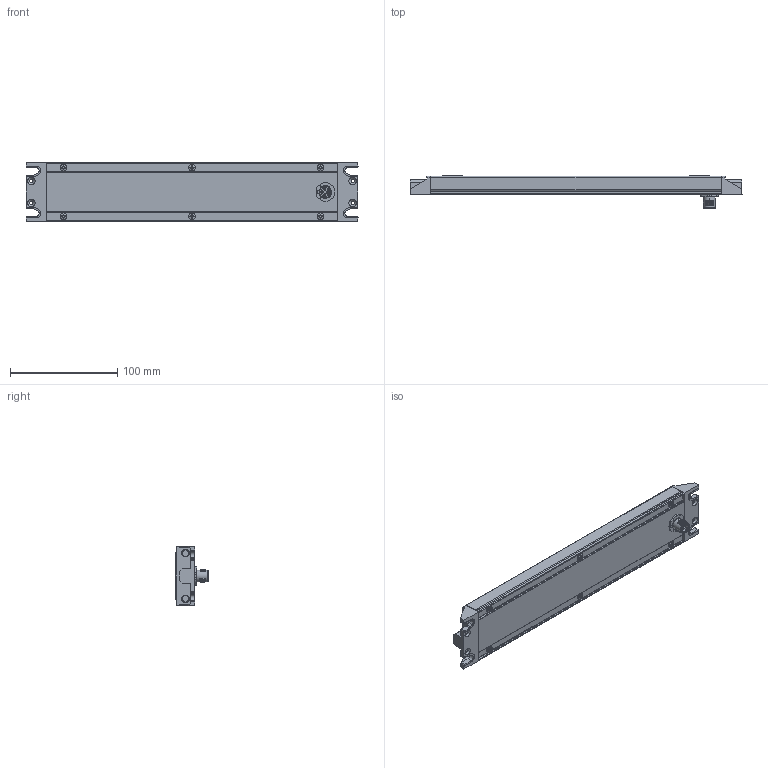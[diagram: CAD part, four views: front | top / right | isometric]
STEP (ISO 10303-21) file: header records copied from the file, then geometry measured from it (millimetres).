
FILE_DESCRIPTION (( 'STEP AP203' ), '1' );
FILE_NAME ('3_LF3D-SB[1][2]B1_rev0.0.STEP', '2021-03-25T04:39:19', ( '' ), ( '' ), 'SwSTEP 2.0', 'SolidWorks 2019', '' );
FILE_SCHEMA (( 'CONFIG_CONTROL_DESIGN' ));
Length unit declared in the file: millimetre
Products named in the file (4): LF3D-S-BODY-3_蹬怮椔; LF3D-S-SIDE-CV-B_蹬怮椔; LF3D-S-M12CONNECTOR-1_蹬怮椔; 3_LF3D-SB[1][2]B1_rev0.0
Assembly tree (4 placements, depth 2):
  3_LF3D-SB[1][2]B1_rev0.0
    LF3D-S-BODY-3_蹬怮椔
    LF3D-S-SIDE-CV-B_蹬怮椔  x2
    LF3D-S-M12CONNECTOR-1_蹬怮椔
Bounding box: 310.02 x 30.7 x 55.8 mm (x, y, z)
Volume: 264143 mm3; surface area: 56978 mm2
Topology: 4 solids, 6 shells, 868 faces, 2343 edges, 1493 vertices
Faces by surface type: plane 422, cylinder 269, bspline 107, cone 58, sphere 12
Entity records: 30035 total; most frequent: CARTESIAN_POINT 10283, ORIENTED_EDGE 4226, DIRECTION 3844, EDGE_CURVE 2113, VERTEX_POINT 1359, AXIS2_PLACEMENT_3D 1298, LINE 1248, VECTOR 1248
